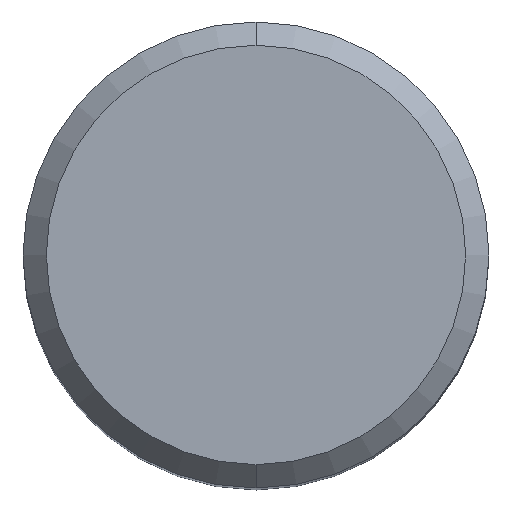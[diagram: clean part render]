
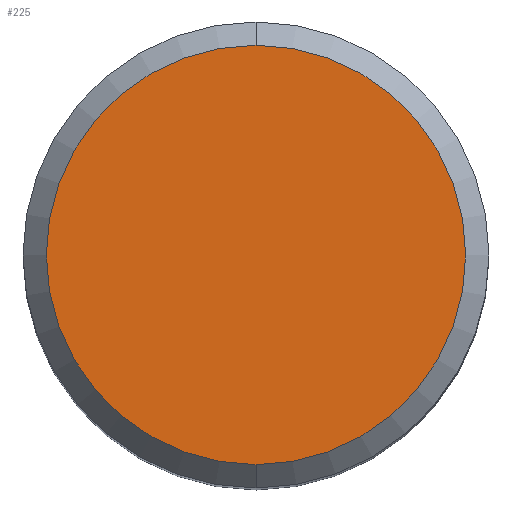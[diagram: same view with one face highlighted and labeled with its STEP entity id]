
A CAD part, top view. The second image highlights one B-rep face of the part: STEP entity #225.
In plain terms, the highlighted planar face has unit normal (0, 0, 1).
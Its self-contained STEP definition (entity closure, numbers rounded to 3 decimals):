
#201=EDGE_CURVE('',#213,#259,#416,.T.);
#213=VERTEX_POINT('',#431);
#225=ADVANCED_FACE('',(#443),#444,.T.);
#233=EDGE_CURVE('',#259,#213,#452,.T.);
#259=VERTEX_POINT('',#481);
#416=CIRCLE('',#661,7.2);
#431=CARTESIAN_POINT('',(0.0,7.2,0.));
#443=FACE_OUTER_BOUND('',#695,.T.);
#444=PLANE('',#696);
#452=CIRCLE('',#705,7.2);
#481=CARTESIAN_POINT('',(0.,-7.2,0.));
#661=AXIS2_PLACEMENT_3D('',#945,#946,#947);
#695=EDGE_LOOP('',(#980,#981));
#696=AXIS2_PLACEMENT_3D('',#982,#983,#984);
#705=AXIS2_PLACEMENT_3D('',#985,#986,#987);
#945=CARTESIAN_POINT('',(0.0,0.0,0.));
#946=DIRECTION('',(0.0,0.0,-1.0));
#947=DIRECTION('',(0.0,1.0,0.0));
#980=ORIENTED_EDGE('',*,*,#201,.F.);
#981=ORIENTED_EDGE('',*,*,#233,.F.);
#982=CARTESIAN_POINT('',(0.0,3.6,0.));
#983=DIRECTION('',(-0.0,0.0,1.0));
#984=DIRECTION('',(0.0,-1.0,0.0));
#985=CARTESIAN_POINT('',(0.0,0.0,0.));
#986=DIRECTION('',(0.0,0.0,-1.0));
#987=DIRECTION('',(0.0,1.0,0.0));
